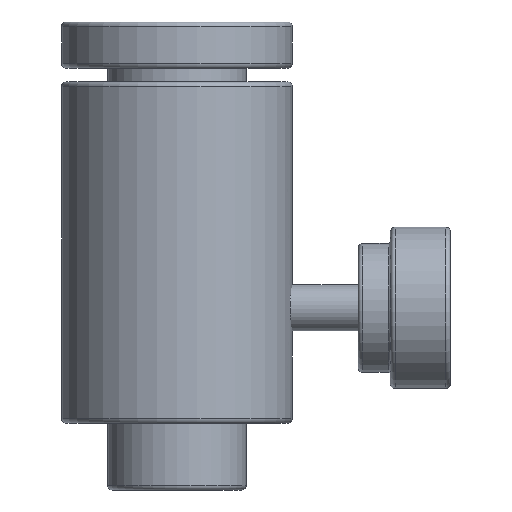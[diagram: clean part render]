
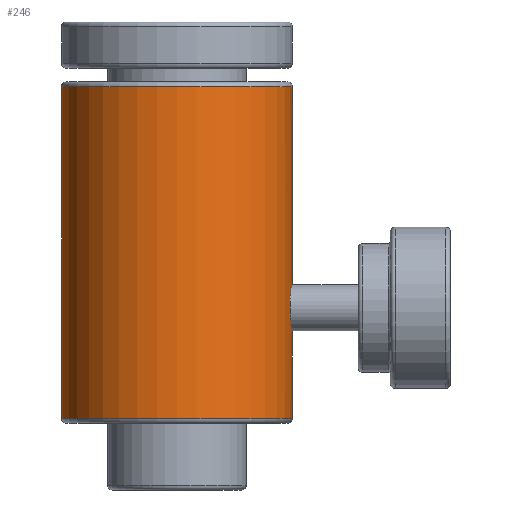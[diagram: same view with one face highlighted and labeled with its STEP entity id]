
A CAD part, left-side view. The second image highlights one B-rep face of the part: STEP entity #246.
In plain terms, the highlighted cylindrical face has radius 25 mm (diameter 50 mm), a full revolution.
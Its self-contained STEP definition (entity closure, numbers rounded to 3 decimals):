
#246 = ADVANCED_FACE( '', ( #334, #335, #336 ), #337, .T. );
#334 = FACE_BOUND( '', #493, .T. );
#335 = FACE_OUTER_BOUND( '', #494, .T. );
#336 = FACE_OUTER_BOUND( '', #495, .T. );
#337 = CYLINDRICAL_SURFACE( '', #496, 25. );
#493 = EDGE_LOOP( '', ( #660 ) );
#494 = EDGE_LOOP( '', ( #661 ) );
#495 = EDGE_LOOP( '', ( #662 ) );
#496 = AXIS2_PLACEMENT_3D( '', #663, #664, #665 );
#660 = ORIENTED_EDGE( '', *, *, #772, .T. );
#661 = ORIENTED_EDGE( '', *, *, #778, .T. );
#662 = ORIENTED_EDGE( '', *, *, #780, .T. );
#663 = CARTESIAN_POINT( '', ( 0., 0., 54. ) );
#664 = DIRECTION( '', ( 0., 0., 1. ) );
#665 = DIRECTION( '', ( -1., 0., 0. ) );
#772 = EDGE_CURVE( '', #831, #831, #832, .T. );
#778 = EDGE_CURVE( '', #843, #843, #844, .T. );
#780 = EDGE_CURVE( '', #847, #847, #848, .T. );
#831 = VERTEX_POINT( '', #952 );
#832 = B_SPLINE_CURVE_WITH_KNOTS( '', 3, ( #953, #954, #955, #956, #957, #958, #959, #960, #961, #962, #963, #964, #965, #966, #967, #968, #969, #970, #971, #972, #973, #974, #975, #976, #977, #978, #979, #980, #981, #982, #983, #984, #985, #986, #987 ), .UNSPECIFIED., .T., .F., ( 2, 1, 1, 1, 1, 1, 1, 1, 1, 1, 1, 1, 1, 1, 1, 1, 1, 1, 1, 1, 1, 1, 1, 1, 1, 1, 1, 1, 1, 1, 1, 1, 1, 1, 1, 1, 2 ), ( -0.063, -0.031, 0., 0.031, 0.063, 0.095, 0.126, 0.157, 0.188, 0.219, 0.25, 0.281, 0.312, 0.343, 0.374, 0.405, 0.437, 0.469, 0.5, 0.531, 0.563, 0.595, 0.626, 0.657, 0.688, 0.719, 0.75, 0.781, 0.812, 0.843, 0.874, 0.905, 0.937, 0.969, 1., 1.031, 1.063 ), .UNSPECIFIED. );
#843 = VERTEX_POINT( '', #1063 );
#844 = CIRCLE( '', #1064, 25. );
#847 = VERTEX_POINT( '', #1067 );
#848 = CIRCLE( '', #1068, 25. );
#952 = CARTESIAN_POINT( '', ( 0., -25., 20.25 ) );
#953 = CARTESIAN_POINT( '', ( 0.95, -24.988, 20.311 ) );
#954 = CARTESIAN_POINT( '', ( 0., -25.006, 20.219 ) );
#955 = CARTESIAN_POINT( '', ( -0.951, -24.988, 20.312 ) );
#956 = CARTESIAN_POINT( '', ( -1.867, -24.936, 20.59 ) );
#957 = CARTESIAN_POINT( '', ( -2.713, -24.857, 21.028 ) );
#958 = CARTESIAN_POINT( '', ( -3.45, -24.764, 21.62 ) );
#959 = CARTESIAN_POINT( '', ( -4.054, -24.671, 22.341 ) );
#960 = CARTESIAN_POINT( '', ( -4.501, -24.592, 23.171 ) );
#961 = CARTESIAN_POINT( '', ( -4.784, -24.538, 24.068 ) );
#962 = CARTESIAN_POINT( '', ( -4.878, -24.519, 25. ) );
#963 = CARTESIAN_POINT( '', ( -4.784, -24.538, 25.933 ) );
#964 = CARTESIAN_POINT( '', ( -4.5, -24.593, 26.83 ) );
#965 = CARTESIAN_POINT( '', ( -4.053, -24.671, 27.66 ) );
#966 = CARTESIAN_POINT( '', ( -3.449, -24.764, 28.381 ) );
#967 = CARTESIAN_POINT( '', ( -2.712, -24.857, 28.973 ) );
#968 = CARTESIAN_POINT( '', ( -1.864, -24.936, 29.41 ) );
#969 = CARTESIAN_POINT( '', ( -0.947, -24.988, 29.688 ) );
#970 = CARTESIAN_POINT( '', ( 0.005, -25.006, 29.781 ) );
#971 = CARTESIAN_POINT( '', ( 0.956, -24.988, 29.688 ) );
#972 = CARTESIAN_POINT( '', ( 1.87, -24.935, 29.41 ) );
#973 = CARTESIAN_POINT( '', ( 2.715, -24.856, 28.972 ) );
#974 = CARTESIAN_POINT( '', ( 3.45, -24.764, 28.379 ) );
#975 = CARTESIAN_POINT( '', ( 4.054, -24.671, 27.658 ) );
#976 = CARTESIAN_POINT( '', ( 4.5, -24.592, 26.828 ) );
#977 = CARTESIAN_POINT( '', ( 4.784, -24.538, 25.93 ) );
#978 = CARTESIAN_POINT( '', ( 4.878, -24.519, 24.997 ) );
#979 = CARTESIAN_POINT( '', ( 4.784, -24.538, 24.064 ) );
#980 = CARTESIAN_POINT( '', ( 4.499, -24.593, 23.167 ) );
#981 = CARTESIAN_POINT( '', ( 4.051, -24.672, 22.337 ) );
#982 = CARTESIAN_POINT( '', ( 3.446, -24.764, 21.617 ) );
#983 = CARTESIAN_POINT( '', ( 2.71, -24.857, 21.025 ) );
#984 = CARTESIAN_POINT( '', ( 1.865, -24.936, 20.588 ) );
#985 = CARTESIAN_POINT( '', ( 0.95, -24.988, 20.311 ) );
#986 = CARTESIAN_POINT( '', ( 0., -25.006, 20.219 ) );
#987 = CARTESIAN_POINT( '', ( -0.951, -24.988, 20.312 ) );
#1063 = CARTESIAN_POINT( '', ( 25., 0., 1. ) );
#1064 = AXIS2_PLACEMENT_3D( '', #1160, #1161, #1162 );
#1067 = CARTESIAN_POINT( '', ( -25., 0., 73. ) );
#1068 = AXIS2_PLACEMENT_3D( '', #1166, #1167, #1168 );
#1160 = CARTESIAN_POINT( '', ( 0., 0., 1. ) );
#1161 = DIRECTION( '', ( 0., 0., 1. ) );
#1162 = DIRECTION( '', ( 1., 0., 0. ) );
#1166 = CARTESIAN_POINT( '', ( 0., 0., 73. ) );
#1167 = DIRECTION( '', ( 0., 0., -1. ) );
#1168 = DIRECTION( '', ( -1., 0., 0. ) );
